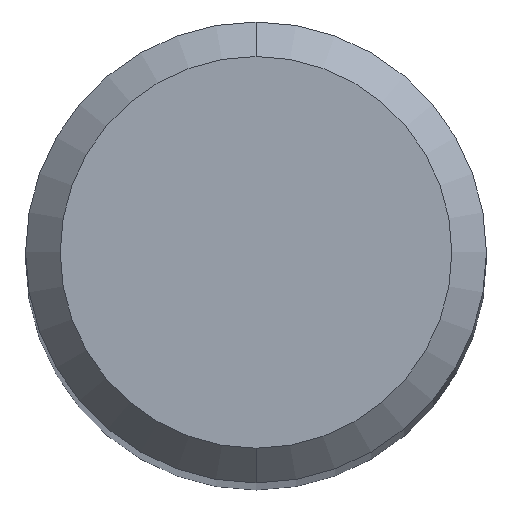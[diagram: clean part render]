
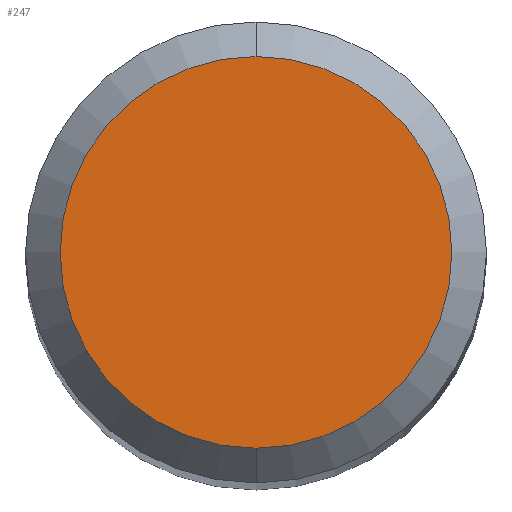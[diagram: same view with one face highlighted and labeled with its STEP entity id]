
A CAD part, top view. The second image highlights one B-rep face of the part: STEP entity #247.
In plain terms, the highlighted planar face has unit normal (0, 0, 1).
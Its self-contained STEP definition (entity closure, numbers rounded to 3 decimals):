
#247=ADVANCED_FACE('',(#564),#565,.T.);
#281=VERTEX_POINT('',#601);
#349=EDGE_CURVE('',#389,#281,#676,.T.);
#389=VERTEX_POINT('',#720);
#447=EDGE_CURVE('',#281,#389,#783,.T.);
#564=FACE_OUTER_BOUND('',#976,.T.);
#565=PLANE('',#977);
#601=CARTESIAN_POINT('',(0.0,1.7,0.0));
#676=CIRCLE('',#1206,1.7);
#720=CARTESIAN_POINT('',(0.,-1.7,0.0));
#783=CIRCLE('',#1384,1.7);
#976=EDGE_LOOP('',(#1548,#1549));
#977=AXIS2_PLACEMENT_3D('',#1550,#1551,#1552);
#1206=AXIS2_PLACEMENT_3D('',#1669,#1670,#1671);
#1384=AXIS2_PLACEMENT_3D('',#1791,#1792,#1793);
#1548=ORIENTED_EDGE('',*,*,#447,.F.);
#1549=ORIENTED_EDGE('',*,*,#349,.F.);
#1550=CARTESIAN_POINT('',(0.0,0.85,0.0));
#1551=DIRECTION('',(-0.0,0.0,1.0));
#1552=DIRECTION('',(0.0,-1.0,0.0));
#1669=CARTESIAN_POINT('',(0.0,0.0,0.0));
#1670=DIRECTION('',(0.0,0.0,-1.0));
#1671=DIRECTION('',(0.0,1.0,0.0));
#1791=CARTESIAN_POINT('',(0.0,0.0,0.0));
#1792=DIRECTION('',(0.0,0.0,-1.0));
#1793=DIRECTION('',(0.0,1.0,0.0));
